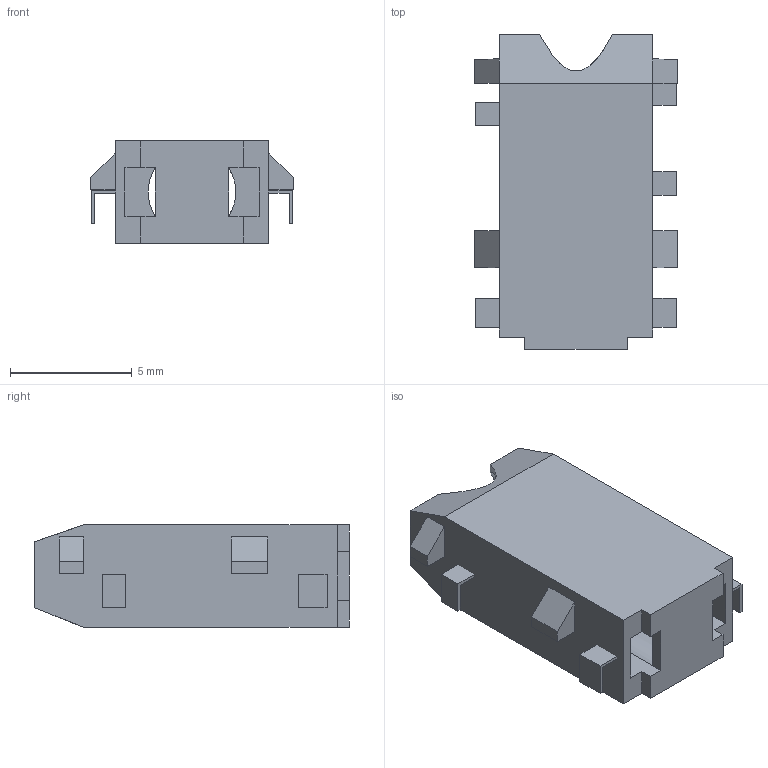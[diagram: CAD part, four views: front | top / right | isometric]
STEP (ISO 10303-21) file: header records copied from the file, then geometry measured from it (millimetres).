
FILE_DESCRIPTION(/* description */ (''),/* implementation_level */ '2;1');
FILE_NAME(/* name */ 'ST-0277D00-052-142.step',/* time_stamp */ '2023-09-23T23:46:04+09:00',/* author */ (''),/* organization */ (''),/* preprocessor_version */ 'ST-DEVELOPER v20',/* originating_system */ 'Autodesk Translation Framework v12.9.0.99',/* authorisation */ '');
FILE_SCHEMA (('AUTOMOTIVE_DESIGN { 1 0 10303 214 3 1 1 }'));
Length unit declared in the file: millimetre
Products named in the file (1): ST-0277D00-052-142
Bounding box: 8.3 x 12.9 x 4.2 mm (x, y, z)
Volume: 161.2 mm3; surface area: 539.3 mm2
Topology: 6 solids, 6 shells, 89 faces, 227 edges, 150 vertices
Faces by surface type: plane 86, bspline 2, cylinder 1
Full cylindrical faces by diameter (mm): 3.6 x1
Entity records: 2963 total; most frequent: CARTESIAN_POINT 759, ORIENTED_EDGE 454, DIRECTION 407, EDGE_CURVE 227, LINE 215, VECTOR 215, VERTEX_POINT 150, AXIS2_PLACEMENT_3D 96
